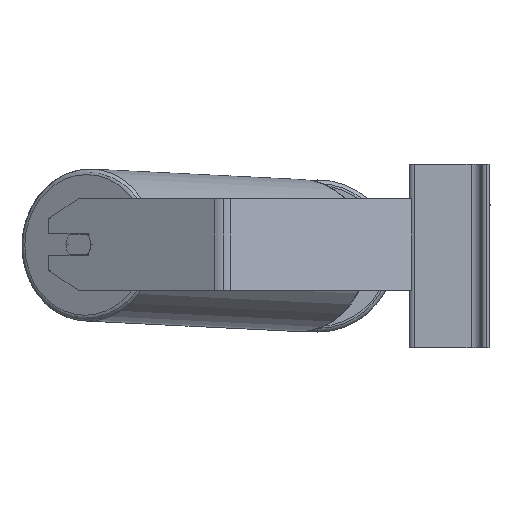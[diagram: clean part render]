
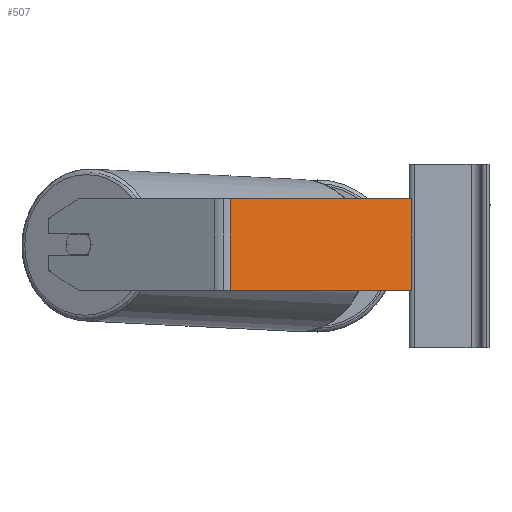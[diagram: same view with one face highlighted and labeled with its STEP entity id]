
A CAD part, left-side view. The second image highlights one B-rep face of the part: STEP entity #507.
In plain terms, the highlighted planar face has unit normal (-0.94, -0.342, 0).
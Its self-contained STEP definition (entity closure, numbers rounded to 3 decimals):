
#507 = ADVANCED_FACE ( 'NONE', ( #10545 ), #3167, .F. ) ;
#751 = DIRECTION ( 'NONE',  ( 0., 0., -1. ) ) ;
#1415 = DIRECTION ( 'NONE',  ( 0., 0., -1. ) ) ;
#1671 = EDGE_CURVE ( 'NONE', #7124, #7991, #8825, .T. ) ;
#2102 = CARTESIAN_POINT ( 'NONE',  ( -647.83, 181.656, -30. ) ) ;
#2850 = LINE ( 'NONE', #6207, #8367 ) ;
#2888 = VECTOR ( 'NONE', #751, 1000. ) ;
#2962 = DIRECTION ( 'NONE',  ( -0.342, 0.94, 0. ) ) ;
#2964 = LINE ( 'NONE', #5415, #2888 ) ;
#3015 = DIRECTION ( 'NONE',  ( 0.94, 0.342, 0. ) ) ;
#3139 = CARTESIAN_POINT ( 'NONE',  ( -587.518, 15.948, 50. ) ) ;
#3167 = PLANE ( 'NONE',  #5375 ) ;
#3648 = EDGE_CURVE ( 'NONE', #7124, #7847, #2850, .T. ) ;
#3746 = EDGE_LOOP ( 'NONE', ( #8303, #5140, #9890, #5285 ) ) ;
#3781 = EDGE_CURVE ( 'NONE', #7991, #5792, #2964, .T. ) ;
#4307 = CARTESIAN_POINT ( 'NONE',  ( -645.278, 174.645, -30. ) ) ;
#4459 = CARTESIAN_POINT ( 'NONE',  ( -587.518, 15.948, -30. ) ) ;
#5140 = ORIENTED_EDGE ( 'NONE', *, *, #3781, .F. ) ;
#5285 = ORIENTED_EDGE ( 'NONE', *, *, #3648, .T. ) ;
#5361 = DIRECTION ( 'NONE',  ( 0.342, -0.94, 0. ) ) ;
#5375 = AXIS2_PLACEMENT_3D ( 'NONE', #10337, #3015, #2962 ) ;
#5415 = CARTESIAN_POINT ( 'NONE',  ( -587.518, 15.948, 50. ) ) ;
#5792 = VERTEX_POINT ( 'NONE', #4459 ) ;
#6151 = LINE ( 'NONE', #2102, #8498 ) ;
#6207 = CARTESIAN_POINT ( 'NONE',  ( -645.278, 174.645, 50. ) ) ;
#6244 = VECTOR ( 'NONE', #9684, 1000. ) ;
#7124 = VERTEX_POINT ( 'NONE', #10247 ) ;
#7238 = CARTESIAN_POINT ( 'NONE',  ( -647.83, 181.656, 50. ) ) ;
#7847 = VERTEX_POINT ( 'NONE', #4307 ) ;
#7991 = VERTEX_POINT ( 'NONE', #3139 ) ;
#8303 = ORIENTED_EDGE ( 'NONE', *, *, #8476, .T. ) ;
#8367 = VECTOR ( 'NONE', #1415, 1000. ) ;
#8476 = EDGE_CURVE ( 'NONE', #7847, #5792, #6151, .T. ) ;
#8498 = VECTOR ( 'NONE', #5361, 1000. ) ;
#8825 = LINE ( 'NONE', #7238, #6244 ) ;
#9684 = DIRECTION ( 'NONE',  ( 0.342, -0.94, 0. ) ) ;
#9890 = ORIENTED_EDGE ( 'NONE', *, *, #1671, .F. ) ;
#10247 = CARTESIAN_POINT ( 'NONE',  ( -645.278, 174.645, 50. ) ) ;
#10337 = CARTESIAN_POINT ( 'NONE',  ( -647.83, 181.656, 50. ) ) ;
#10545 = FACE_OUTER_BOUND ( 'NONE', #3746, .T. ) ;
